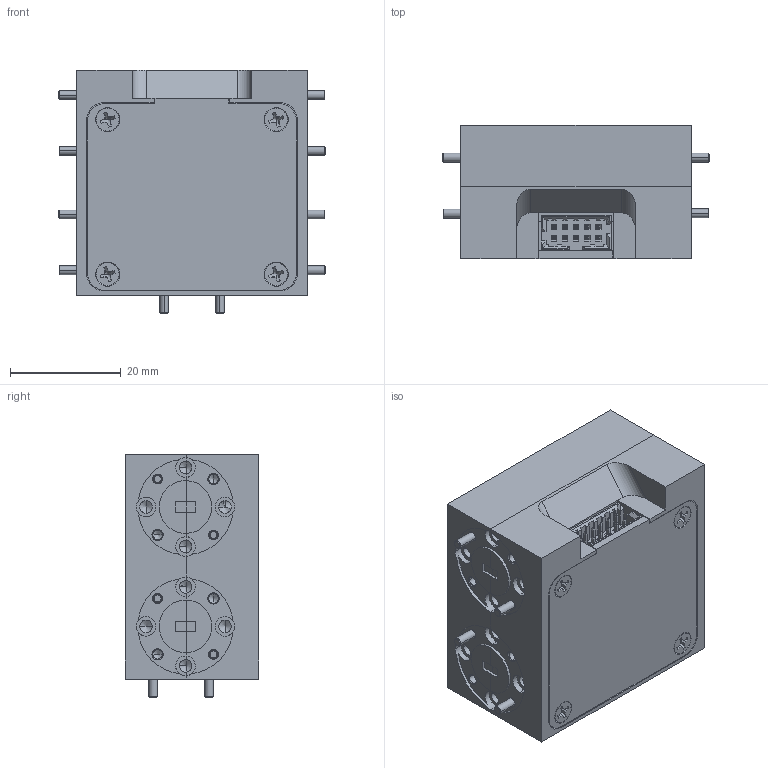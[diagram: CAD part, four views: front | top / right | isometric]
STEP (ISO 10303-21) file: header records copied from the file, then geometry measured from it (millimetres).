
FILE_DESCRIPTION (( 'STEP AP203' ), '1' );
FILE_NAME ('SK4-5536536535-1515-R1-M.STEP', '2019-03-15T23:31:39', ( '' ), ( '' ), 'SwSTEP 2.0', 'SolidWorks 2016', '' );
FILE_SCHEMA (( 'CONFIG_CONTROL_DESIGN' ));
Length unit declared in the file: millimetre
Products named in the file (1): SK4-5536536535-1515-R1-M
Bounding box: 48.39 x 24.13 x 44.01 mm (x, y, z)
Volume: 39105.2 mm3; surface area: 20586.6 mm2
Topology: 26 solids, 26 shells, 1357 faces, 3566 edges, 2222 vertices
Faces by surface type: plane 761, cylinder 333, cone 263
Entity records: 41368 total; most frequent: CARTESIAN_POINT 8201, ORIENTED_EDGE 6916, DIRECTION 6815, EDGE_CURVE 3458, LINE 2303, VECTOR 2303, AXIS2_PLACEMENT_3D 2256, VERTEX_POINT 2222
